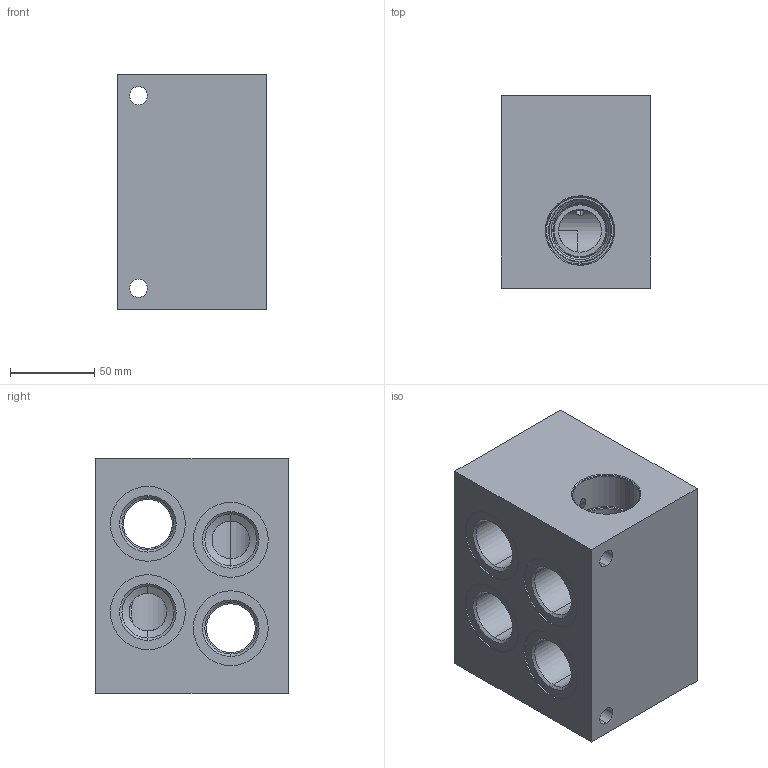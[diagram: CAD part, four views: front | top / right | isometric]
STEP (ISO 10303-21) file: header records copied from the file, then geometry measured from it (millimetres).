
FILE_DESCRIPTION((''),'2;1');
FILE_NAME('VTL_ASM','2019-09-04T',('ProEService'),(''),'PRO/ENGINEER BY PARAMETRIC TECHNOLOGY CORPORATION, 2014200','PRO/ENGINEER BY PARAMETRIC TECHNOLOGY CORPORATION, 2014200','');
FILE_SCHEMA(('CONFIG_CONTROL_DESIGN'));
Length unit declared in the file: inch
Products named in the file (2): 152-942-003; VTL_ASM
Assembly tree (1 placements, depth 2):
  VTL_ASM
    152-942-003
Bounding box: 88.9 x 114.3 x 139.7 mm (x, y, z)
Volume: 1064595.1 mm3; surface area: 118923.7 mm2
Topology: 1 solids, 1 shells, 130 faces, 587 edges, 580 vertices
Faces by surface type: cylinder 60, cone 46, plane 16, torus 8
Entity records: 6296 total; most frequent: CARTESIAN_POINT 1686, DIRECTION 994, ORIENTED_EDGE 606, VECTOR 408, LINE 408, EDGE_CURVE 303, AXIS2_PLACEMENT_3D 293, TRIMMED_CURVE 284
